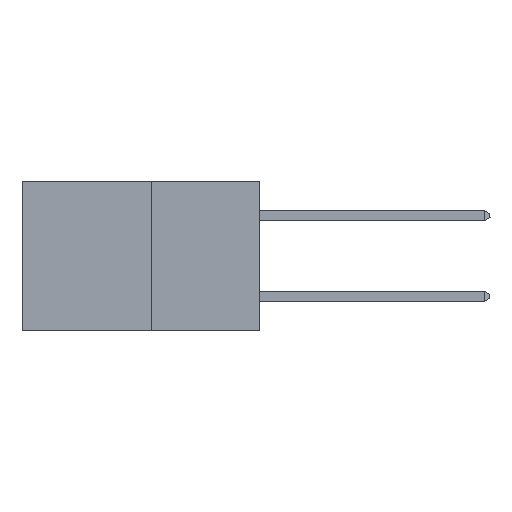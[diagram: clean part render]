
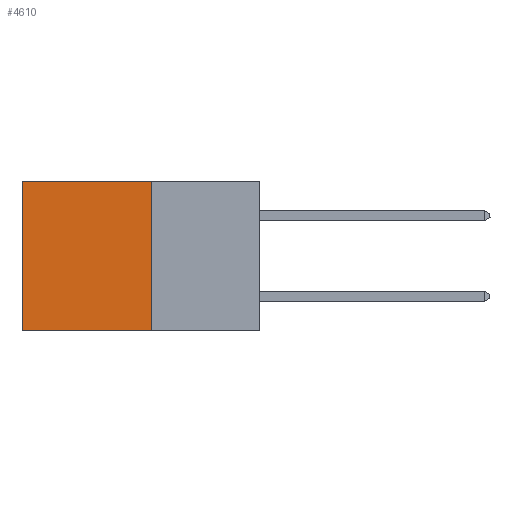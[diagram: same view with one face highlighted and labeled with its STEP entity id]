
A CAD part, left-side view. The second image highlights one B-rep face of the part: STEP entity #4610.
In plain terms, the highlighted planar face has unit normal (-1, 0, 0).
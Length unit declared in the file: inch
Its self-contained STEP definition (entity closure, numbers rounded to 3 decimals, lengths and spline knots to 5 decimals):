
#916 = DIRECTION ( 'NONE',  ( 0., 0., -1. ) ) ;
#2191 = DIRECTION ( 'NONE',  ( 0., 1., 0. ) ) ;
#2787 = CARTESIAN_POINT ( 'NONE',  ( 0.277, 0.27, -0.37 ) ) ;
#2806 = AXIS2_PLACEMENT_3D ( 'NONE', #3699, #16600, #916 ) ;
#3230 = PLANE ( 'NONE',  #2806 ) ;
#3699 = CARTESIAN_POINT ( 'NONE',  ( 0.277, 0.27, -0.37 ) ) ;
#3880 = VECTOR ( 'NONE', #16322, 39.37008 ) ;
#4112 = CARTESIAN_POINT ( 'NONE',  ( 0.277, 0.27, -0.37 ) ) ;
#4431 = CARTESIAN_POINT ( 'NONE',  ( 0.277, 0.59, 0. ) ) ;
#4610 = ADVANCED_FACE ( 'NONE', ( #5790 ), #3230, .F. ) ;
#4772 = DIRECTION ( 'NONE',  ( 0., 0., -1. ) ) ;
#5790 = FACE_OUTER_BOUND ( 'NONE', #12509, .T. ) ;
#6514 = CARTESIAN_POINT ( 'NONE',  ( 0.277, 0.59, -0.37 ) ) ;
#6930 = VECTOR ( 'NONE', #4772, 39.37008 ) ;
#7016 = CARTESIAN_POINT ( 'NONE',  ( 0.277, 0.27, 0. ) ) ;
#7082 = CARTESIAN_POINT ( 'NONE',  ( 0.277, 0.27, 0. ) ) ;
#7677 = EDGE_CURVE ( 'NONE', #11339, #16823, #19418, .T. ) ;
#7730 = EDGE_CURVE ( 'NONE', #11400, #16823, #18421, .T. ) ;
#9562 = VECTOR ( 'NONE', #2191, 39.37008 ) ;
#10425 = DIRECTION ( 'NONE',  ( 0., 0., -1. ) ) ;
#10565 = CARTESIAN_POINT ( 'NONE',  ( 0.277, 0.27, -0.37 ) ) ;
#11308 = CARTESIAN_POINT ( 'NONE',  ( 0.277, 0.59, -0.37 ) ) ;
#11339 = VERTEX_POINT ( 'NONE', #4431 ) ;
#11400 = VERTEX_POINT ( 'NONE', #2787 ) ;
#12287 = ORIENTED_EDGE ( 'NONE', *, *, #7677, .T. ) ;
#12509 = EDGE_LOOP ( 'NONE', ( #12287, #18944, #14891, #17133 ) ) ;
#12732 = LINE ( 'NONE', #10565, #15917 ) ;
#13879 = EDGE_CURVE ( 'NONE', #14283, #11400, #12732, .T. ) ;
#14283 = VERTEX_POINT ( 'NONE', #7082 ) ;
#14891 = ORIENTED_EDGE ( 'NONE', *, *, #13879, .F. ) ;
#15917 = VECTOR ( 'NONE', #10425, 39.37008 ) ;
#16322 = DIRECTION ( 'NONE',  ( 0., 1., 0. ) ) ;
#16600 = DIRECTION ( 'NONE',  ( 1., 0., 0. ) ) ;
#16734 = LINE ( 'NONE', #7016, #3880 ) ;
#16823 = VERTEX_POINT ( 'NONE', #11308 ) ;
#17133 = ORIENTED_EDGE ( 'NONE', *, *, #17670, .T. ) ;
#17670 = EDGE_CURVE ( 'NONE', #14283, #11339, #16734, .T. ) ;
#18421 = LINE ( 'NONE', #4112, #9562 ) ;
#18944 = ORIENTED_EDGE ( 'NONE', *, *, #7730, .F. ) ;
#19418 = LINE ( 'NONE', #6514, #6930 ) ;
